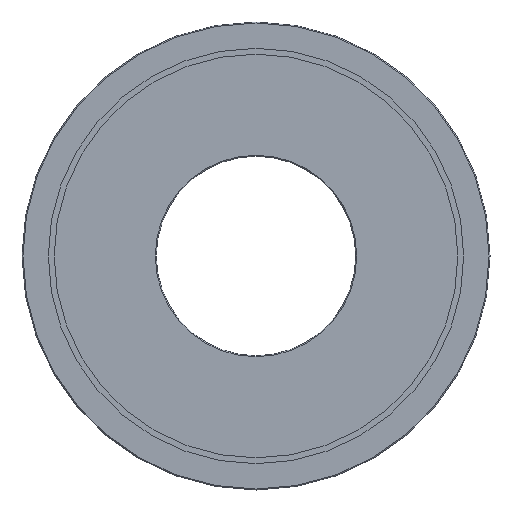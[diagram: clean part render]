
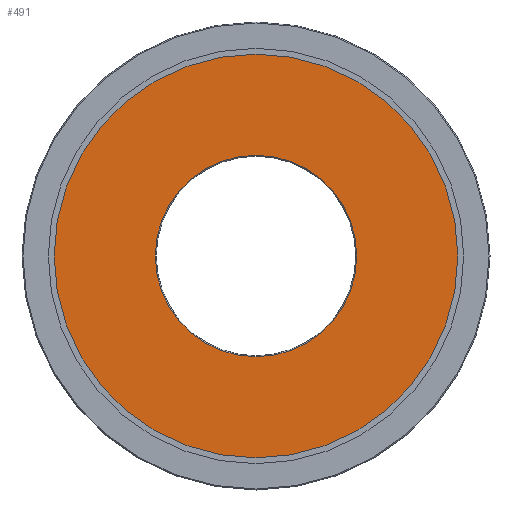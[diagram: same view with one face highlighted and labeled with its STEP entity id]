
A CAD part, front view. The second image highlights one B-rep face of the part: STEP entity #491.
In plain terms, the highlighted planar face has unit normal (0, -1, 0).
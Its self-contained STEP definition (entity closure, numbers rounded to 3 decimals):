
#15 = FACE_OUTER_BOUND ( 'NONE', #459, .T. ) ;
#21 = VERTEX_POINT ( 'NONE', #244 ) ;
#24 = CARTESIAN_POINT ( 'NONE',  ( 0., 0., -51.65 ) ) ;
#52 = ORIENTED_EDGE ( 'NONE', *, *, #163, .T. ) ;
#163 = EDGE_CURVE ( 'NONE', #1426, #21, #1132, .T. ) ;
#218 = ORIENTED_EDGE ( 'NONE', *, *, #707, .T. ) ;
#244 = CARTESIAN_POINT ( 'NONE',  ( 0., 0., -103.5 ) ) ;
#258 = AXIS2_PLACEMENT_3D ( 'NONE', #398, #1780, #1766 ) ;
#278 = CARTESIAN_POINT ( 'NONE',  ( -51.15, 0., 0. ) ) ;
#284 = DIRECTION ( 'NONE',  ( 0., -1., 0. ) ) ;
#292 = AXIS2_PLACEMENT_3D ( 'NONE', #490, #1086, #503 ) ;
#320 = AXIS2_PLACEMENT_3D ( 'NONE', #278, #1216, #1477 ) ;
#321 = CARTESIAN_POINT ( 'NONE',  ( 0., 0., 0. ) ) ;
#354 = CIRCLE ( 'NONE', #292, 51.65 ) ;
#381 = CIRCLE ( 'NONE', #1415, 103.5 ) ;
#398 = CARTESIAN_POINT ( 'NONE',  ( 0., 0., 0. ) ) ;
#413 = ORIENTED_EDGE ( 'NONE', *, *, #693, .T. ) ;
#459 = EDGE_LOOP ( 'NONE', ( #218, #52 ) ) ;
#490 = CARTESIAN_POINT ( 'NONE',  ( 0., 0., 0. ) ) ;
#491 = ADVANCED_FACE ( 'NONE', ( #901, #15 ), #612, .F. ) ;
#503 = DIRECTION ( 'NONE',  ( 0., 0., 1. ) ) ;
#515 = CARTESIAN_POINT ( 'NONE',  ( 0., 0., 51.65 ) ) ;
#535 = AXIS2_PLACEMENT_3D ( 'NONE', #321, #748, #729 ) ;
#612 = PLANE ( 'NONE',  #320 ) ;
#693 = EDGE_CURVE ( 'NONE', #1458, #1553, #1384, .T. ) ;
#707 = EDGE_CURVE ( 'NONE', #21, #1426, #381, .T. ) ;
#721 = DIRECTION ( 'NONE',  ( 0., 0., -1. ) ) ;
#729 = DIRECTION ( 'NONE',  ( 0., 0., -1. ) ) ;
#748 = DIRECTION ( 'NONE',  ( 0., -1., 0. ) ) ;
#901 = FACE_BOUND ( 'NONE', #1770, .T. ) ;
#1086 = DIRECTION ( 'NONE',  ( 0., 1., 0. ) ) ;
#1132 = CIRCLE ( 'NONE', #535, 103.5 ) ;
#1216 = DIRECTION ( 'NONE',  ( 0., 1., 0. ) ) ;
#1244 = CARTESIAN_POINT ( 'NONE',  ( 0., 0., 103.5 ) ) ;
#1270 = ORIENTED_EDGE ( 'NONE', *, *, #1461, .T. ) ;
#1384 = CIRCLE ( 'NONE', #258, 51.65 ) ;
#1415 = AXIS2_PLACEMENT_3D ( 'NONE', #1632, #284, #721 ) ;
#1426 = VERTEX_POINT ( 'NONE', #1244 ) ;
#1458 = VERTEX_POINT ( 'NONE', #24 ) ;
#1461 = EDGE_CURVE ( 'NONE', #1553, #1458, #354, .T. ) ;
#1477 = DIRECTION ( 'NONE',  ( 0., 0., 1. ) ) ;
#1553 = VERTEX_POINT ( 'NONE', #515 ) ;
#1632 = CARTESIAN_POINT ( 'NONE',  ( 0., 0., 0. ) ) ;
#1766 = DIRECTION ( 'NONE',  ( 0., 0., 1. ) ) ;
#1770 = EDGE_LOOP ( 'NONE', ( #413, #1270 ) ) ;
#1780 = DIRECTION ( 'NONE',  ( 0., 1., 0. ) ) ;
